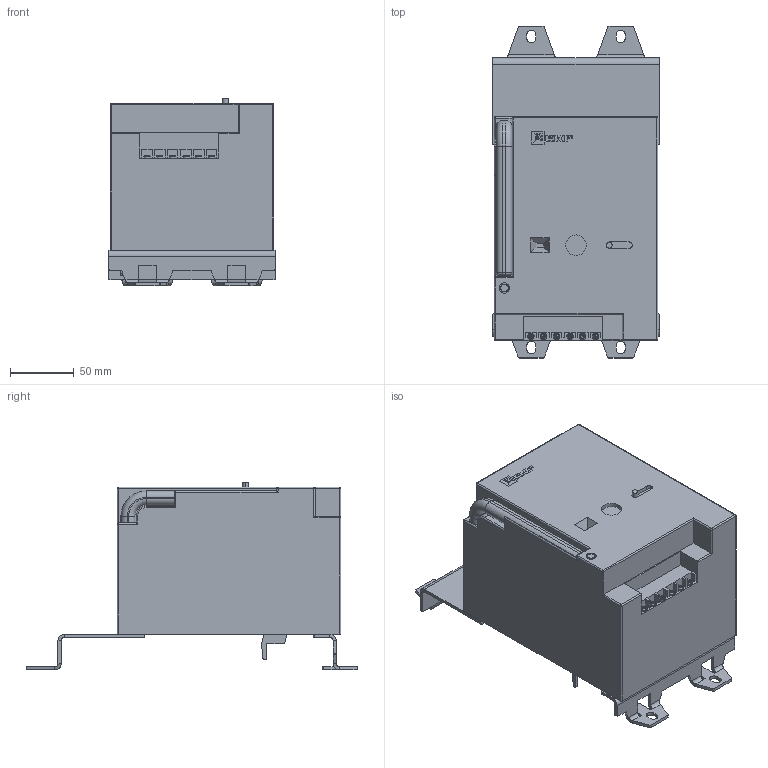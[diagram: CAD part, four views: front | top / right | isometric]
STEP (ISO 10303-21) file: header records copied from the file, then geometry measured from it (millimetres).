
FILE_DESCRIPTION (( 'STEP AP203' ), '1' );
FILE_NAME ('填蝾痦 镳桠钿 230B AC BA-99M 800 (mccb99m-a-1335).STEP', '2021-09-06T10:49:41', ( '' ), ( '' ), 'SwSTEP 2.0', 'SolidWorks 2021', '' );
FILE_SCHEMA (( 'CONFIG_CONTROL_DESIGN' ));
Length unit declared in the file: millimetre
Products named in the file (4): 填蝾痦 镳桠钿 230B AC BA-99M 800 (mccb99m-a-1335); Êðîíøòåéí äëèííûé ê mccb99m-a-1335_00; Êðîíøòåéí êîðîòêèé ê  mccb99m-a-1335_00
Assembly tree (3 placements, depth 2):
  填蝾痦 镳桠钿 230B AC BA-99M 800 (mccb99m-a-1335)
    填蝾痦 镳桠钿 230B AC BA-99M 800 (mccb99m-a-1335)
    Êðîíøòåéí êîðîòêèé ê  mccb99m-a-1335_00
    Êðîíøòåéí äëèííûé ê mccb99m-a-1335_00
Bounding box: 130 x 259.7 x 147 mm (x, y, z)
Volume: 2428662.9 mm3; surface area: 175097.5 mm2
Topology: 3 solids, 3 shells, 420 faces, 1144 edges, 746 vertices
Faces by surface type: plane 263, cylinder 117, torus 24, sphere 8, bspline 8
Entity records: 14066 total; most frequent: CARTESIAN_POINT 3053, ORIENTED_EDGE 2272, DIRECTION 2131, EDGE_CURVE 1136, VECTOR 763, LINE 763, VERTEX_POINT 746, AXIS2_PLACEMENT_3D 684
